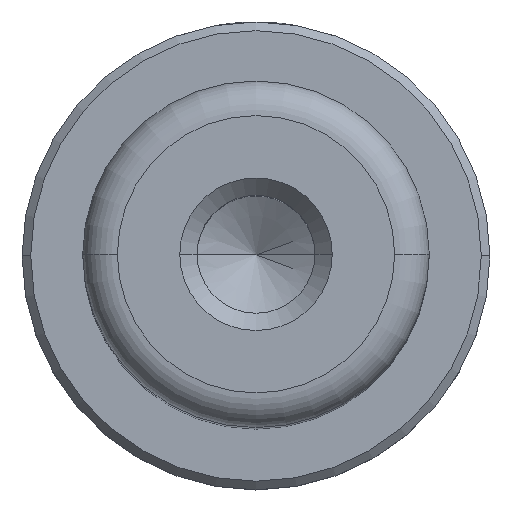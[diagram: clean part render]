
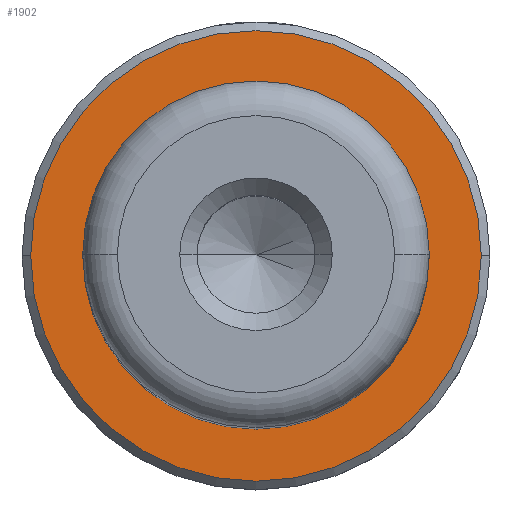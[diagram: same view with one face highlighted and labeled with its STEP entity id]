
A CAD part, top view. The second image highlights one B-rep face of the part: STEP entity #1902.
In plain terms, the highlighted planar face has unit normal (0, 0, 1).
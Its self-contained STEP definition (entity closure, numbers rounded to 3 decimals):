
#9 = AXIS2_PLACEMENT_3D ( 'NONE', #520, #1609, #680 ) ;
#187 = CIRCLE ( 'NONE', #956, 9.5 ) ;
#221 = EDGE_CURVE ( 'NONE', #820, #843, #187, .T. ) ;
#278 = FACE_OUTER_BOUND ( 'NONE', #619, .T. ) ;
#285 = CARTESIAN_POINT ( 'NONE',  ( 0., 0., 18. ) ) ;
#377 = DIRECTION ( 'NONE',  ( 0., 0., 1. ) ) ;
#386 = CIRCLE ( 'NONE', #428, 9.5 ) ;
#428 = AXIS2_PLACEMENT_3D ( 'NONE', #768, #761, #756 ) ;
#431 = CARTESIAN_POINT ( 'NONE',  ( -9.5, 0., 18. ) ) ;
#488 = DIRECTION ( 'NONE',  ( 1., 0., 0. ) ) ;
#491 = CARTESIAN_POINT ( 'NONE',  ( 9.5, 0., 18. ) ) ;
#520 = CARTESIAN_POINT ( 'NONE',  ( 0., 0., 18. ) ) ;
#584 = AXIS2_PLACEMENT_3D ( 'NONE', #1333, #377, #1496 ) ;
#619 = EDGE_LOOP ( 'NONE', ( #1610, #1607 ) ) ;
#680 = DIRECTION ( 'NONE',  ( 1., 0., 0. ) ) ;
#756 = DIRECTION ( 'NONE',  ( -1., 0., 0. ) ) ;
#761 = DIRECTION ( 'NONE',  ( 0., 0., -1. ) ) ;
#764 = EDGE_CURVE ( 'NONE', #843, #820, #386, .T. ) ;
#768 = CARTESIAN_POINT ( 'NONE',  ( 0., 0., 18. ) ) ;
#820 = VERTEX_POINT ( 'NONE', #491 ) ;
#843 = VERTEX_POINT ( 'NONE', #431 ) ;
#916 = EDGE_LOOP ( 'NONE', ( #984, #1671 ) ) ;
#956 = AXIS2_PLACEMENT_3D ( 'NONE', #1275, #1261, #1253 ) ;
#975 = CIRCLE ( 'NONE', #584, 13. ) ;
#984 = ORIENTED_EDGE ( 'NONE', *, *, #764, .T. ) ;
#1038 = VERTEX_POINT ( 'NONE', #1454 ) ;
#1164 = FACE_BOUND ( 'NONE', #916, .T. ) ;
#1253 = DIRECTION ( 'NONE',  ( -1., 0., 0. ) ) ;
#1261 = DIRECTION ( 'NONE',  ( 0., 0., -1. ) ) ;
#1271 = VERTEX_POINT ( 'NONE', #1393 ) ;
#1274 = PLANE ( 'NONE',  #1475 ) ;
#1275 = CARTESIAN_POINT ( 'NONE',  ( 0., 0., 18. ) ) ;
#1333 = CARTESIAN_POINT ( 'NONE',  ( 0., 0., 18. ) ) ;
#1393 = CARTESIAN_POINT ( 'NONE',  ( -13., 0., 18. ) ) ;
#1422 = DIRECTION ( 'NONE',  ( 0., 0., 1. ) ) ;
#1452 = EDGE_CURVE ( 'NONE', #1271, #1038, #1784, .T. ) ;
#1454 = CARTESIAN_POINT ( 'NONE',  ( 13., 0., 18. ) ) ;
#1475 = AXIS2_PLACEMENT_3D ( 'NONE', #285, #1422, #488 ) ;
#1496 = DIRECTION ( 'NONE',  ( 1., 0., 0. ) ) ;
#1607 = ORIENTED_EDGE ( 'NONE', *, *, #1677, .T. ) ;
#1609 = DIRECTION ( 'NONE',  ( 0., 0., 1. ) ) ;
#1610 = ORIENTED_EDGE ( 'NONE', *, *, #1452, .T. ) ;
#1671 = ORIENTED_EDGE ( 'NONE', *, *, #221, .T. ) ;
#1677 = EDGE_CURVE ( 'NONE', #1038, #1271, #975, .T. ) ;
#1784 = CIRCLE ( 'NONE', #9, 13. ) ;
#1902 = ADVANCED_FACE ( 'NONE', ( #278, #1164 ), #1274, .T. ) ;
